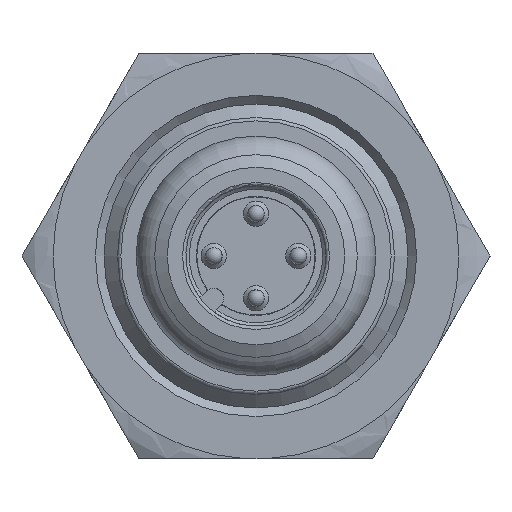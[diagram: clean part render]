
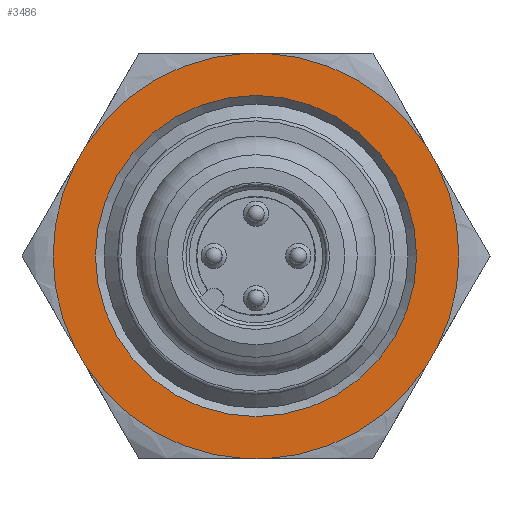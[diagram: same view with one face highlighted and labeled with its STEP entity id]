
A CAD part, front view. The second image highlights one B-rep face of the part: STEP entity #3486.
In plain terms, the highlighted planar face has unit normal (0, -1, 0).
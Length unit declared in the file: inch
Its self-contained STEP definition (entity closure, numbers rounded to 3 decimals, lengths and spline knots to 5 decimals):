
#72 = DIRECTION ( 'NONE',  ( 0., 1., 0. ) ) ;
#106 = FACE_OUTER_BOUND ( 'NONE', #855, .T. ) ;
#126 = LINE ( 'NONE', #2022, #3657 ) ;
#149 = EDGE_CURVE ( 'NONE', #2516, #3010, #3567, .T. ) ;
#177 = DIRECTION ( 'NONE',  ( 0.5, 0., -0.866 ) ) ;
#184 = CARTESIAN_POINT ( 'NONE',  ( 0., 0.20576, 0. ) ) ;
#235 = DIRECTION ( 'NONE',  ( 0., 0., 1. ) ) ;
#245 = VERTEX_POINT ( 'NONE', #761 ) ;
#260 = LINE ( 'NONE', #2927, #1167 ) ;
#356 = ORIENTED_EDGE ( 'NONE', *, *, #1250, .F. ) ;
#366 = ORIENTED_EDGE ( 'NONE', *, *, #1103, .F. ) ;
#377 = EDGE_CURVE ( 'NONE', #548, #548, #1728, .T. ) ;
#485 = ORIENTED_EDGE ( 'NONE', *, *, #4435, .F. ) ;
#544 = DIRECTION ( 'NONE',  ( 0., 0., 1. ) ) ;
#545 = DIRECTION ( 'NONE',  ( 0., 0., 1. ) ) ;
#548 = VERTEX_POINT ( 'NONE', #915 ) ;
#551 = CARTESIAN_POINT ( 'NONE',  ( 0.27276, 0.20576, 0.47244 ) ) ;
#637 = AXIS2_PLACEMENT_3D ( 'NONE', #864, #4256, #544 ) ;
#739 = EDGE_LOOP ( 'NONE', ( #3576 ) ) ;
#761 = CARTESIAN_POINT ( 'NONE',  ( 0.02568, 0.20576, 0.47244 ) ) ;
#841 = AXIS2_PLACEMENT_3D ( 'NONE', #184, #2442, #235 ) ;
#852 = ORIENTED_EDGE ( 'NONE', *, *, #2763, .F. ) ;
#855 = EDGE_LOOP ( 'NONE', ( #3984, #852, #356, #2792, #3200, #2132, #4727, #2416, #366, #1736, #1424, #485 ) ) ;
#864 = CARTESIAN_POINT ( 'NONE',  ( 0., 0.20576, 0. ) ) ;
#915 = CARTESIAN_POINT ( 'NONE',  ( 0., 0.20576, 0.37433 ) ) ;
#916 = DIRECTION ( 'NONE',  ( -1., 0., 0. ) ) ;
#974 = VERTEX_POINT ( 'NONE', #1834 ) ;
#1001 = EDGE_CURVE ( 'NONE', #974, #4391, #4565, .T. ) ;
#1027 = CIRCLE ( 'NONE', #637, 0.47314 ) ;
#1039 = CIRCLE ( 'NONE', #4132, 0.47314 ) ;
#1103 = EDGE_CURVE ( 'NONE', #4375, #3266, #1039, .T. ) ;
#1162 = CARTESIAN_POINT ( 'NONE',  ( -0.39631, 0.20576, 0.25846 ) ) ;
#1167 = VECTOR ( 'NONE', #4444, 39.37008 ) ;
#1176 = VECTOR ( 'NONE', #2381, 39.37008 ) ;
#1189 = DIRECTION ( 'NONE',  ( 1., 0., 0. ) ) ;
#1231 = LINE ( 'NONE', #2768, #1176 ) ;
#1250 = EDGE_CURVE ( 'NONE', #4391, #1794, #1027, .T. ) ;
#1330 = CARTESIAN_POINT ( 'NONE',  ( 0.42199, 0.20576, 0.21398 ) ) ;
#1339 = VERTEX_POINT ( 'NONE', #4013 ) ;
#1394 = EDGE_CURVE ( 'NONE', #3266, #1339, #126, .T. ) ;
#1424 = ORIENTED_EDGE ( 'NONE', *, *, #149, .F. ) ;
#1467 = DIRECTION ( 'NONE',  ( 0., 1., 0. ) ) ;
#1702 = EDGE_CURVE ( 'NONE', #245, #4921, #2994, .T. ) ;
#1728 = CIRCLE ( 'NONE', #4686, 0.37433 ) ;
#1736 = ORIENTED_EDGE ( 'NONE', *, *, #3119, .F. ) ;
#1755 = EDGE_CURVE ( 'NONE', #1339, #1940, #2528, .T. ) ;
#1794 = VERTEX_POINT ( 'NONE', #3643 ) ;
#1804 = AXIS2_PLACEMENT_3D ( 'NONE', #2483, #72, #2787 ) ;
#1834 = CARTESIAN_POINT ( 'NONE',  ( -0.42199, 0.20576, 0.21398 ) ) ;
#1839 = VECTOR ( 'NONE', #2937, 39.37008 ) ;
#1860 = CARTESIAN_POINT ( 'NONE',  ( -0.42199, 0.20576, -0.21398 ) ) ;
#1881 = CIRCLE ( 'NONE', #3493, 0.47314 ) ;
#1911 = CARTESIAN_POINT ( 'NONE',  ( -0.54553, 0.20576, 0. ) ) ;
#1940 = VERTEX_POINT ( 'NONE', #2648 ) ;
#2022 = CARTESIAN_POINT ( 'NONE',  ( 0.27276, 0.20576, -0.47244 ) ) ;
#2120 = VECTOR ( 'NONE', #177, 39.37008 ) ;
#2132 = ORIENTED_EDGE ( 'NONE', *, *, #4511, .F. ) ;
#2354 = CARTESIAN_POINT ( 'NONE',  ( 0., 0.20576, 0. ) ) ;
#2381 = DIRECTION ( 'NONE',  ( -0.5, 0., 0.866 ) ) ;
#2416 = ORIENTED_EDGE ( 'NONE', *, *, #1394, .F. ) ;
#2442 = DIRECTION ( 'NONE',  ( 0., 1., 0. ) ) ;
#2457 = CARTESIAN_POINT ( 'NONE',  ( 0.39631, 0.20576, 0.25846 ) ) ;
#2483 = CARTESIAN_POINT ( 'NONE',  ( 0., 0.20576, 0. ) ) ;
#2516 = VERTEX_POINT ( 'NONE', #1330 ) ;
#2528 = CIRCLE ( 'NONE', #3893, 0.47314 ) ;
#2578 = LINE ( 'NONE', #4100, #1839 ) ;
#2648 = CARTESIAN_POINT ( 'NONE',  ( -0.39631, 0.20576, -0.25846 ) ) ;
#2693 = AXIS2_PLACEMENT_3D ( 'NONE', #2354, #3492, #1189 ) ;
#2724 = CARTESIAN_POINT ( 'NONE',  ( 0.39631, 0.20576, -0.25846 ) ) ;
#2763 = EDGE_CURVE ( 'NONE', #1794, #245, #2578, .T. ) ;
#2768 = CARTESIAN_POINT ( 'NONE',  ( -0.27276, 0.20576, -0.47244 ) ) ;
#2787 = DIRECTION ( 'NONE',  ( 0., 0., 1. ) ) ;
#2792 = ORIENTED_EDGE ( 'NONE', *, *, #1001, .F. ) ;
#2927 = CARTESIAN_POINT ( 'NONE',  ( 0.54553, 0.20576, 0. ) ) ;
#2937 = DIRECTION ( 'NONE',  ( 1., 0., 0. ) ) ;
#2994 = CIRCLE ( 'NONE', #841, 0.47314 ) ;
#3010 = VERTEX_POINT ( 'NONE', #4493 ) ;
#3075 = VERTEX_POINT ( 'NONE', #1860 ) ;
#3119 = EDGE_CURVE ( 'NONE', #3010, #4375, #260, .T. ) ;
#3200 = ORIENTED_EDGE ( 'NONE', *, *, #4729, .F. ) ;
#3226 = DIRECTION ( 'NONE',  ( 0., 0., 1. ) ) ;
#3266 = VERTEX_POINT ( 'NONE', #3912 ) ;
#3412 = DIRECTION ( 'NONE',  ( 0., 0., 1. ) ) ;
#3486 = ADVANCED_FACE ( 'NONE', ( #4688, #106 ), #3946, .F. ) ;
#3492 = DIRECTION ( 'NONE',  ( 0., 1., 0. ) ) ;
#3493 = AXIS2_PLACEMENT_3D ( 'NONE', #3805, #4137, #3412 ) ;
#3567 = CIRCLE ( 'NONE', #1804, 0.47314 ) ;
#3576 = ORIENTED_EDGE ( 'NONE', *, *, #377, .T. ) ;
#3620 = DIRECTION ( 'NONE',  ( 0., 1., 0. ) ) ;
#3643 = CARTESIAN_POINT ( 'NONE',  ( -0.02568, 0.20576, 0.47244 ) ) ;
#3657 = VECTOR ( 'NONE', #916, 39.37008 ) ;
#3805 = CARTESIAN_POINT ( 'NONE',  ( 0., 0.20576, 0. ) ) ;
#3893 = AXIS2_PLACEMENT_3D ( 'NONE', #4417, #3620, #3226 ) ;
#3912 = CARTESIAN_POINT ( 'NONE',  ( 0.02568, 0.20576, -0.47244 ) ) ;
#3946 = PLANE ( 'NONE',  #2693 ) ;
#3960 = DIRECTION ( 'NONE',  ( 0., 1., 0. ) ) ;
#3984 = ORIENTED_EDGE ( 'NONE', *, *, #1702, .F. ) ;
#4013 = CARTESIAN_POINT ( 'NONE',  ( -0.02568, 0.20576, -0.47244 ) ) ;
#4100 = CARTESIAN_POINT ( 'NONE',  ( -0.27276, 0.20576, 0.47244 ) ) ;
#4132 = AXIS2_PLACEMENT_3D ( 'NONE', #4894, #1467, #4513 ) ;
#4137 = DIRECTION ( 'NONE',  ( 0., 1., 0. ) ) ;
#4256 = DIRECTION ( 'NONE',  ( 0., 1., 0. ) ) ;
#4306 = CARTESIAN_POINT ( 'NONE',  ( 0., 0.20576, 0. ) ) ;
#4335 = LINE ( 'NONE', #551, #2120 ) ;
#4375 = VERTEX_POINT ( 'NONE', #2724 ) ;
#4391 = VERTEX_POINT ( 'NONE', #1162 ) ;
#4417 = CARTESIAN_POINT ( 'NONE',  ( 0., 0.20576, 0. ) ) ;
#4435 = EDGE_CURVE ( 'NONE', #4921, #2516, #4335, .T. ) ;
#4444 = DIRECTION ( 'NONE',  ( -0.5, 0., -0.866 ) ) ;
#4492 = DIRECTION ( 'NONE',  ( 0.5, 0., 0.866 ) ) ;
#4493 = CARTESIAN_POINT ( 'NONE',  ( 0.42199, 0.20576, -0.21398 ) ) ;
#4511 = EDGE_CURVE ( 'NONE', #1940, #3075, #1231, .T. ) ;
#4513 = DIRECTION ( 'NONE',  ( 0., 0., 1. ) ) ;
#4565 = LINE ( 'NONE', #1911, #4611 ) ;
#4611 = VECTOR ( 'NONE', #4492, 39.37008 ) ;
#4686 = AXIS2_PLACEMENT_3D ( 'NONE', #4306, #3960, #545 ) ;
#4688 = FACE_BOUND ( 'NONE', #739, .T. ) ;
#4727 = ORIENTED_EDGE ( 'NONE', *, *, #1755, .F. ) ;
#4729 = EDGE_CURVE ( 'NONE', #3075, #974, #1881, .T. ) ;
#4894 = CARTESIAN_POINT ( 'NONE',  ( 0., 0.20576, 0. ) ) ;
#4921 = VERTEX_POINT ( 'NONE', #2457 ) ;
